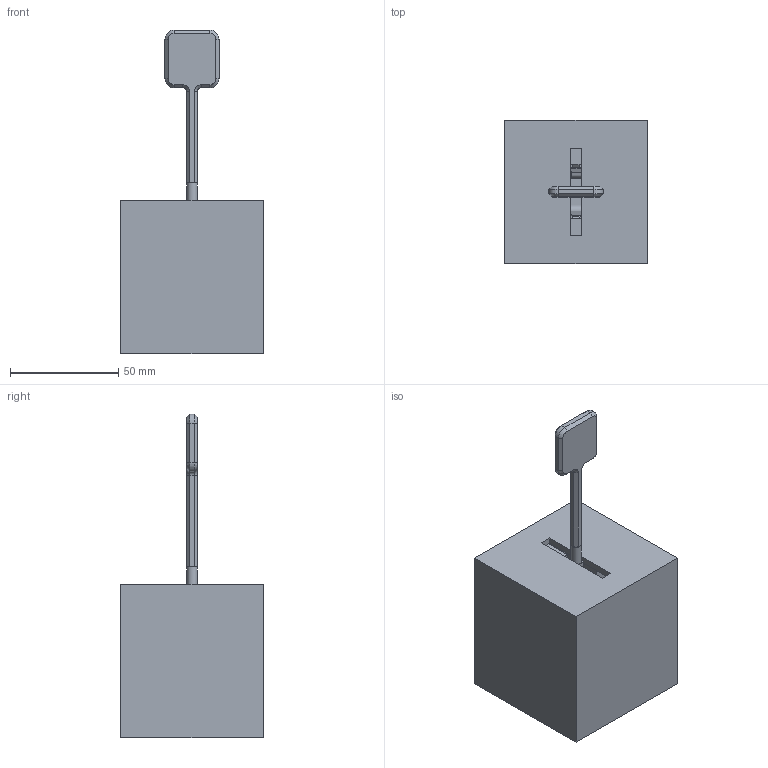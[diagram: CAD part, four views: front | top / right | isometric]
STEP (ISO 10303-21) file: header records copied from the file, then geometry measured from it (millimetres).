
FILE_DESCRIPTION(/* description */ (''),/* implementation_level */ '2;1');
FILE_NAME(/* name */ 'Chicken Lever v3.step',/* time_stamp */ '2025-03-28T16:57:20Z',/* author */ (''),/* organization */ (''),/* preprocessor_version */ 'ST-DEVELOPER v20.1',/* originating_system */ 'Autodesk Translation Framework v14.4.0.0',/* authorisation */ '');
FILE_SCHEMA (('AUTOMOTIVE_DESIGN { 1 0 10303 214 3 1 1 }'));
Length unit declared in the file: millimetre
Products named in the file (7): Chicken Lever; Micro Switch v4; Lever Arm; Micro Switch v4 (1); Lever Arm (1); Component1; Component6
Assembly tree (6 placements, depth 3):
  Chicken Lever
    Micro Switch v4
      Lever Arm
    Micro Switch v4 (1)
      Lever Arm (1)
    Component1
    Component6
Bounding box: 66 x 66 x 149.6 mm (x, y, z)
Volume: 119781.4 mm3; surface area: 72999.2 mm2
Topology: 9 solids, 9 shells, 372 faces, 933 edges, 596 vertices
Faces by surface type: plane 246, cylinder 92, cone 16, bspline 14, sphere 4
Full cylindrical faces by diameter (mm): 1.743 x8, 1.776 x4, 2.75 x2, 3 x4, 3.1 x4, 4 x4, 5 x1, 8 x1
Entity records: 11584 total; most frequent: CARTESIAN_POINT 2374, ORIENTED_EDGE 1862, DIRECTION 1831, EDGE_CURVE 931, LINE 709, VECTOR 709, VERTEX_POINT 600, AXIS2_PLACEMENT_3D 561
